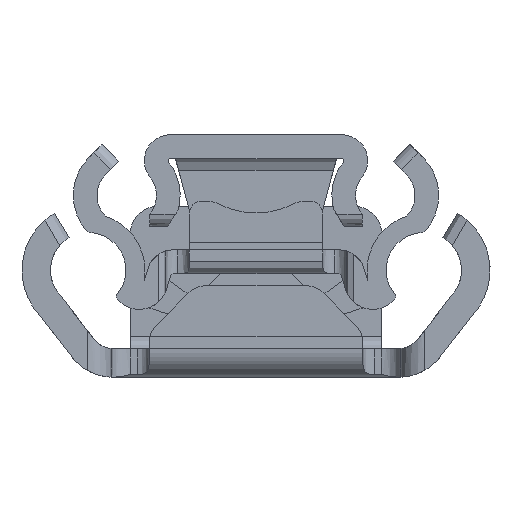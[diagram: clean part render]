
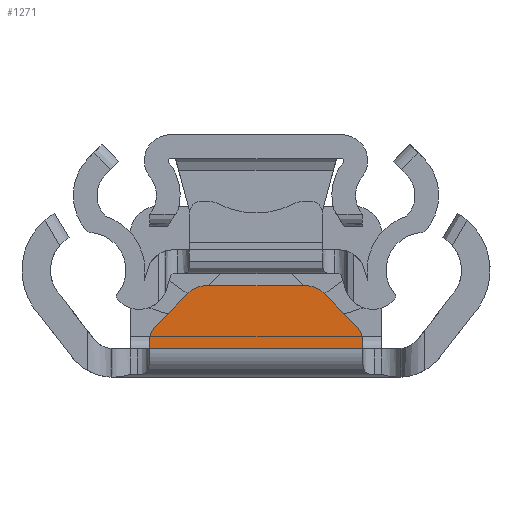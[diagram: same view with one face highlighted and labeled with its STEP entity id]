
A CAD part, left-side view. The second image highlights one B-rep face of the part: STEP entity #1271.
In plain terms, the highlighted planar face has unit normal (-1, 0, 0).
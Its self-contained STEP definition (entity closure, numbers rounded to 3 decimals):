
#99 = DIRECTION ( 'NONE',  ( 0., 0., 1. ) ) ;
#109 = CARTESIAN_POINT ( 'NONE',  ( 1.3, 2.118, 3.85 ) ) ;
#137 = VERTEX_POINT ( 'NONE', #2830 ) ;
#214 = EDGE_CURVE ( 'NONE', #6053, #3176, #6555, .T. ) ;
#231 = CIRCLE ( 'NONE', #7957, 1. ) ;
#318 = LINE ( 'NONE', #4152, #4652 ) ;
#420 = DIRECTION ( 'NONE',  ( 0., -0.707, -0.707 ) ) ;
#609 = ORIENTED_EDGE ( 'NONE', *, *, #3770, .T. ) ;
#967 = DIRECTION ( 'NONE',  ( -1., 0., 0. ) ) ;
#971 = CARTESIAN_POINT ( 'NONE',  ( 1.3, 2.118, 2.85 ) ) ;
#1012 = CARTESIAN_POINT ( 'NONE',  ( 1.3, -2.118, 3.85 ) ) ;
#1037 = ORIENTED_EDGE ( 'NONE', *, *, #5554, .T. ) ;
#1127 = EDGE_CURVE ( 'NONE', #5304, #137, #1662, .T. ) ;
#1244 = AXIS2_PLACEMENT_3D ( 'NONE', #9422, #5770, #3949 ) ;
#1258 = CARTESIAN_POINT ( 'NONE',  ( 1.3, -4.5, 1.468 ) ) ;
#1271 = ADVANCED_FACE ( 'NONE', ( #8657 ), #2032, .T. ) ;
#1520 = VECTOR ( 'NONE', #3555, 1000. ) ;
#1603 = EDGE_CURVE ( 'NONE', #2985, #137, #2662, .T. ) ;
#1644 = CIRCLE ( 'NONE', #5365, 1. ) ;
#1662 = CIRCLE ( 'NONE', #7533, 1. ) ;
#1701 = DIRECTION ( 'NONE',  ( -1., 0., 0. ) ) ;
#1733 = VECTOR ( 'NONE', #5074, 1000. ) ;
#2032 = PLANE ( 'NONE',  #1244 ) ;
#2251 = DIRECTION ( 'NONE',  ( -1., 0., 0. ) ) ;
#2353 = ORIENTED_EDGE ( 'NONE', *, *, #214, .T. ) ;
#2453 = DIRECTION ( 'NONE',  ( 0., 0., 1. ) ) ;
#2521 = VERTEX_POINT ( 'NONE', #109 ) ;
#2567 = AXIS2_PLACEMENT_3D ( 'NONE', #7413, #967, #99 ) ;
#2662 = LINE ( 'NONE', #7834, #8508 ) ;
#2710 = VERTEX_POINT ( 'NONE', #4172 ) ;
#2830 = CARTESIAN_POINT ( 'NONE',  ( 1.3, -4.207, 2.175 ) ) ;
#2918 = CARTESIAN_POINT ( 'NONE',  ( 1.3, 4.5, 1.2 ) ) ;
#2921 = LINE ( 'NONE', #6552, #7776 ) ;
#2985 = VERTEX_POINT ( 'NONE', #6013 ) ;
#3176 = VERTEX_POINT ( 'NONE', #7646 ) ;
#3394 = ORIENTED_EDGE ( 'NONE', *, *, #8977, .T. ) ;
#3478 = ORIENTED_EDGE ( 'NONE', *, *, #1127, .T. ) ;
#3504 = CARTESIAN_POINT ( 'NONE',  ( 1.3, -4.5, 1.2 ) ) ;
#3550 = CARTESIAN_POINT ( 'NONE',  ( 1.3, 0., 3.85 ) ) ;
#3555 = DIRECTION ( 'NONE',  ( 0., -1., 0. ) ) ;
#3757 = LINE ( 'NONE', #4477, #1733 ) ;
#3770 = EDGE_CURVE ( 'NONE', #5627, #2710, #231, .T. ) ;
#3843 = CARTESIAN_POINT ( 'NONE',  ( 1.3, 2.825, 3.557 ) ) ;
#3910 = EDGE_LOOP ( 'NONE', ( #4541, #2353, #5396, #3478, #4166, #9273, #1037, #3394, #8396, #609 ) ) ;
#3949 = DIRECTION ( 'NONE',  ( 0., 0., 1. ) ) ;
#4152 = CARTESIAN_POINT ( 'NONE',  ( 1.3, -4.5, -0.3 ) ) ;
#4166 = ORIENTED_EDGE ( 'NONE', *, *, #1603, .F. ) ;
#4172 = CARTESIAN_POINT ( 'NONE',  ( 1.3, 4.5, 1.468 ) ) ;
#4273 = LINE ( 'NONE', #3550, #9155 ) ;
#4445 = EDGE_CURVE ( 'NONE', #2985, #9038, #6745, .T. ) ;
#4477 = CARTESIAN_POINT ( 'NONE',  ( 1.3, 4.5, -0.3 ) ) ;
#4541 = ORIENTED_EDGE ( 'NONE', *, *, #7230, .F. ) ;
#4570 = DIRECTION ( 'NONE',  ( 0., 0., 1. ) ) ;
#4621 = CARTESIAN_POINT ( 'NONE',  ( 1.3, 3.5, 1.468 ) ) ;
#4652 = VECTOR ( 'NONE', #4696, 1000. ) ;
#4696 = DIRECTION ( 'NONE',  ( 0., 0., 1. ) ) ;
#5074 = DIRECTION ( 'NONE',  ( 0., 0., 1. ) ) ;
#5107 = DIRECTION ( 'NONE',  ( 0., 0.707, -0.707 ) ) ;
#5304 = VERTEX_POINT ( 'NONE', #1258 ) ;
#5365 = AXIS2_PLACEMENT_3D ( 'NONE', #971, #1701, #7655 ) ;
#5396 = ORIENTED_EDGE ( 'NONE', *, *, #8392, .T. ) ;
#5432 = EDGE_CURVE ( 'NONE', #9039, #5627, #2921, .T. ) ;
#5554 = EDGE_CURVE ( 'NONE', #9038, #2521, #4273, .T. ) ;
#5627 = VERTEX_POINT ( 'NONE', #8958 ) ;
#5770 = DIRECTION ( 'NONE',  ( -1., 0., 0. ) ) ;
#6013 = CARTESIAN_POINT ( 'NONE',  ( 1.3, -2.825, 3.557 ) ) ;
#6053 = VERTEX_POINT ( 'NONE', #2918 ) ;
#6130 = CARTESIAN_POINT ( 'NONE',  ( 1.3, -3.5, 1.468 ) ) ;
#6552 = CARTESIAN_POINT ( 'NONE',  ( 1.3, 3.191, 3.191 ) ) ;
#6555 = LINE ( 'NONE', #3504, #1520 ) ;
#6737 = DIRECTION ( 'NONE',  ( 0., 1., 0. ) ) ;
#6745 = CIRCLE ( 'NONE', #2567, 1. ) ;
#7230 = EDGE_CURVE ( 'NONE', #6053, #2710, #3757, .T. ) ;
#7413 = CARTESIAN_POINT ( 'NONE',  ( 1.3, -2.118, 2.85 ) ) ;
#7533 = AXIS2_PLACEMENT_3D ( 'NONE', #6130, #2251, #2453 ) ;
#7646 = CARTESIAN_POINT ( 'NONE',  ( 1.3, -4.5, 1.2 ) ) ;
#7655 = DIRECTION ( 'NONE',  ( 0., 0., 1. ) ) ;
#7776 = VECTOR ( 'NONE', #5107, 1000. ) ;
#7834 = CARTESIAN_POINT ( 'NONE',  ( 1.3, -3.191, 3.191 ) ) ;
#7957 = AXIS2_PLACEMENT_3D ( 'NONE', #4621, #9152, #4570 ) ;
#8392 = EDGE_CURVE ( 'NONE', #3176, #5304, #318, .T. ) ;
#8396 = ORIENTED_EDGE ( 'NONE', *, *, #5432, .T. ) ;
#8508 = VECTOR ( 'NONE', #420, 1000. ) ;
#8657 = FACE_OUTER_BOUND ( 'NONE', #3910, .T. ) ;
#8958 = CARTESIAN_POINT ( 'NONE',  ( 1.3, 4.207, 2.175 ) ) ;
#8977 = EDGE_CURVE ( 'NONE', #2521, #9039, #1644, .T. ) ;
#9038 = VERTEX_POINT ( 'NONE', #1012 ) ;
#9039 = VERTEX_POINT ( 'NONE', #3843 ) ;
#9152 = DIRECTION ( 'NONE',  ( -1., 0., 0. ) ) ;
#9155 = VECTOR ( 'NONE', #6737, 1000. ) ;
#9273 = ORIENTED_EDGE ( 'NONE', *, *, #4445, .T. ) ;
#9422 = CARTESIAN_POINT ( 'NONE',  ( 1.3, 0., -0.3 ) ) ;
